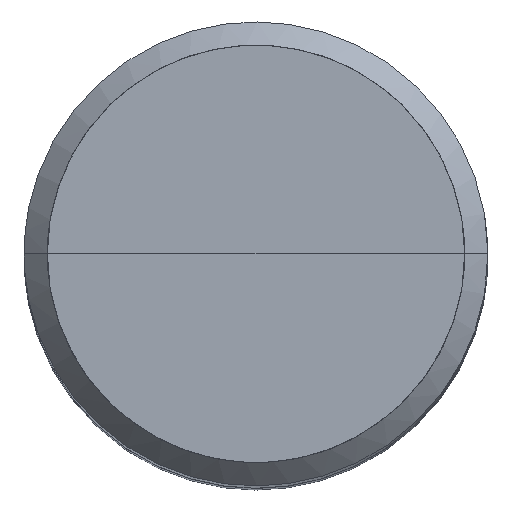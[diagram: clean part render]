
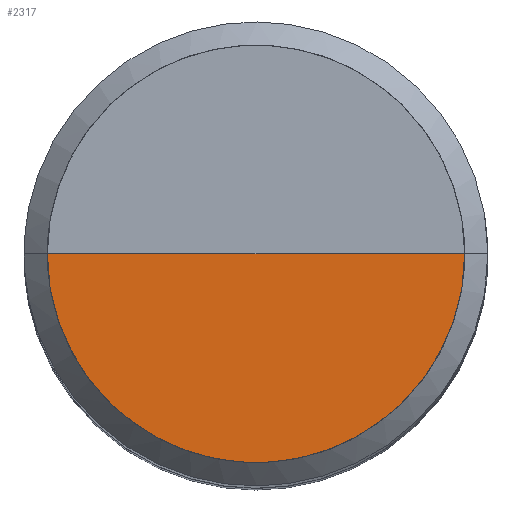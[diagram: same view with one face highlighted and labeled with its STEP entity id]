
A CAD part, top view. The second image highlights one B-rep face of the part: STEP entity #2317.
In plain terms, the highlighted free-form (B-spline) face has degree [1, 2] with [2, 5] control points.
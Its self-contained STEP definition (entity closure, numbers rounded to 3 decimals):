
#1878=CARTESIAN_POINT('',(9.0,0.0,49.8));
#1882=CARTESIAN_POINT('',(-9.0,0.0,49.8));
#1883=CARTESIAN_POINT('',(0.0,0.0,49.8));
#1896=CARTESIAN_POINT('',(-9.0,-9.0,49.8));
#1897=CARTESIAN_POINT('',(0.0,-9.0,49.8));
#1898=CARTESIAN_POINT('',(9.0,-9.0,49.8));
#2302=(
BOUNDED_SURFACE()
B_SPLINE_SURFACE(1,2,(
(#1882,#1896,#1897,#1898,#1878),
(#1883,#1883,#1883,#1883,#1883)
), .UNSPECIFIED.,.F.,.F.,.F.)
B_SPLINE_SURFACE_WITH_KNOTS((2,2),(3,2,3),(
0.0,1.0),(
0.0,0.5,1.0), .UNSPECIFIED.)
GEOMETRIC_REPRESENTATION_ITEM()
RATIONAL_B_SPLINE_SURFACE(((1.0,0.707,1.0,0.707,1.0),
(1.0,0.707,1.0,0.707,1.0)
))
REPRESENTATION_ITEM('')
SURFACE()
);
#2303=(
BOUNDED_CURVE()
B_SPLINE_CURVE(1,(#1883,#1878),.UNSPECIFIED.,.F.,.F.)
B_SPLINE_CURVE_WITH_KNOTS((2,2),
(0.0,1.0),.UNSPECIFIED.)
CURVE()
GEOMETRIC_REPRESENTATION_ITEM()
RATIONAL_B_SPLINE_CURVE((1.0,1.0))
REPRESENTATION_ITEM('')
);
#2304=(
BOUNDED_CURVE()
B_SPLINE_CURVE(2,(#1878,#1898,#1897,#1896,#1882),.UNSPECIFIED.,.F.,.F.)
B_SPLINE_CURVE_WITH_KNOTS((3,2,3),
(0.0,0.5,1.0),.UNSPECIFIED.)
CURVE()
GEOMETRIC_REPRESENTATION_ITEM()
RATIONAL_B_SPLINE_CURVE((1.0,0.707,1.0,0.707,1.0))
REPRESENTATION_ITEM('')
);
#2305=(
BOUNDED_CURVE()
B_SPLINE_CURVE(1,(#1882,#1883),.UNSPECIFIED.,.F.,.F.)
B_SPLINE_CURVE_WITH_KNOTS((2,2),
(0.0,1.0),.UNSPECIFIED.)
CURVE()
GEOMETRIC_REPRESENTATION_ITEM()
RATIONAL_B_SPLINE_CURVE((1.0,1.0))
REPRESENTATION_ITEM('')
);
#2306=VERTEX_POINT('',#1878);
#2307=VERTEX_POINT('',#1882);
#2308=VERTEX_POINT('',#1883);
#2309=EDGE_CURVE('',#2308,#2306,#2303,.T.);
#2310=EDGE_CURVE('',#2306,#2307,#2304,.T.);
#2311=EDGE_CURVE('',#2307,#2308,#2305,.T.);
#2312=ORIENTED_EDGE('',*,*,#2309,.T.);
#2313=ORIENTED_EDGE('',*,*,#2310,.T.);
#2314=ORIENTED_EDGE('',*,*,#2311,.T.);
#2315=EDGE_LOOP('',(#2312,#2313,#2314));
#2316=FACE_OUTER_BOUND('',#2315,.T.);
#2317=ADVANCED_FACE('',(#2316),#2302,.T.);
